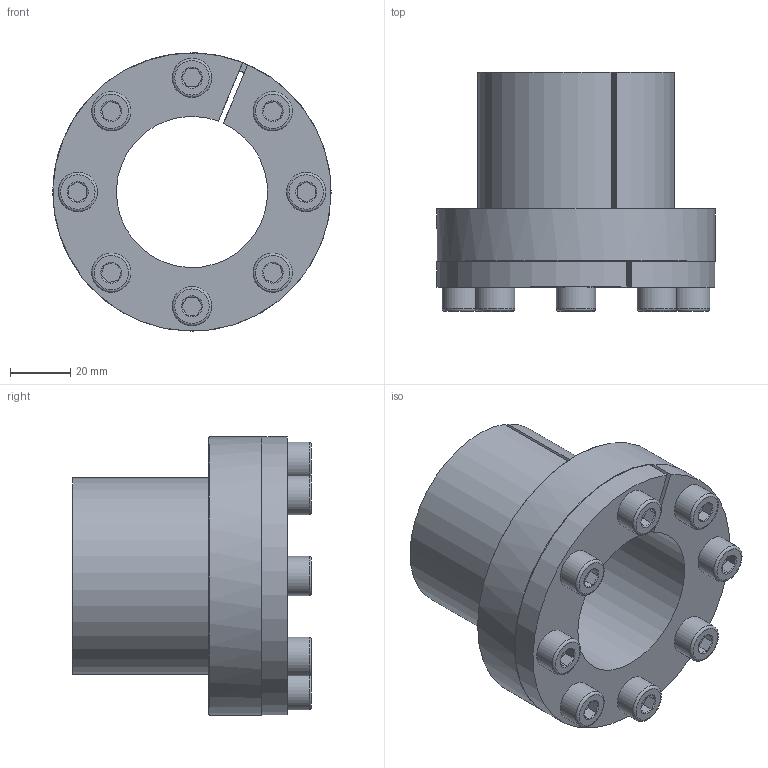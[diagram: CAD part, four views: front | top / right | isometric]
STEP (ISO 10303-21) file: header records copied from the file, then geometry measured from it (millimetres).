
FILE_DESCRIPTION(/* description */ ('Alibre Inc.'),/* implementation_level */ '2;1');
FILE_NAME(/* name */ 'export0',/* time_stamp */ '2012-12-23T15:01:05+01:00',/* author */ (''),/* organization */ (''),/* preprocessor_version */ 'ST-DEVELOPER v14',/* originating_system */ 'Alibre',/* authorisation */ '');
FILE_SCHEMA (('AUTOMOTIVE_DESIGN'));
Length unit declared in the file: millimetre
Bounding box: 92 x 79 x 92 mm (x, y, z)
Volume: 186409.8 mm3; surface area: 52949.8 mm2
Topology: 9 solids, 9 shells, 228 faces, 427 edges, 248 vertices
Faces by surface type: plane 104, cone 63, cylinder 45, torus 16
Full cylindrical faces by diameter (mm): 7 x8, 8 x24, 13 x8, 92 x1
Entity records: 5587 total; most frequent: CARTESIAN_POINT 1209, DIRECTION 828, ORIENTED_EDGE 682, AXIS2_PLACEMENT_3D 417, EDGE_LOOP 345, FACE_BOUND 345, EDGE_CURVE 341, VERTEX_POINT 230
